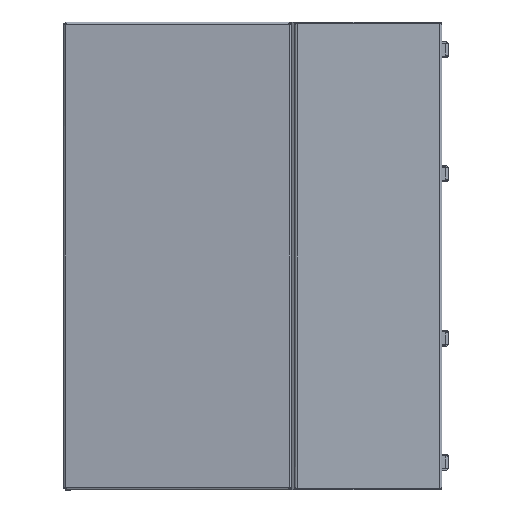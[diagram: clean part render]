
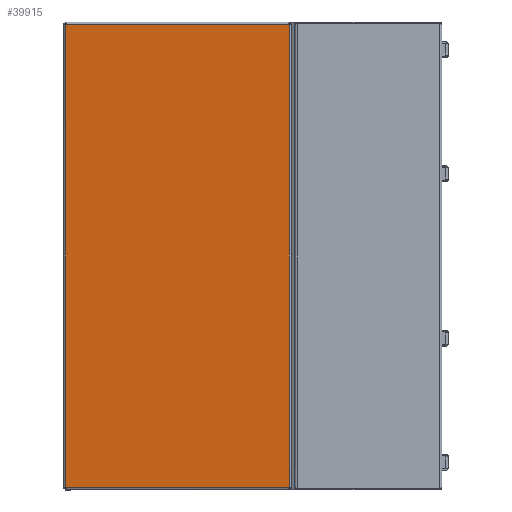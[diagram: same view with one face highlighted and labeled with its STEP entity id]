
A CAD part, left-side view. The second image highlights one B-rep face of the part: STEP entity #39915.
In plain terms, the highlighted face is planar.
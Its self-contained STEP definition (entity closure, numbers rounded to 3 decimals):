
#71 = DIRECTION ( 'NONE',  ( 0., -1., 0. ) ) ;
#131 = EDGE_CURVE ( 'NONE', #62369, #33870, #3840, .T. ) ;
#2139 = EDGE_CURVE ( 'NONE', #62369, #64927, #12155, .T. ) ;
#2935 = EDGE_LOOP ( 'NONE', ( #57050, #39466, #59469, #33043, #20802, #16425, #47680, #8591 ) ) ;
#3591 = AXIS2_PLACEMENT_3D ( 'NONE', #17179, #71, #26780 ) ;
#3840 = LINE ( 'NONE', #24396, #41054 ) ;
#3849 = EDGE_CURVE ( 'NONE', #38054, #64927, #9973, .T. ) ;
#4192 = VECTOR ( 'NONE', #9642, 1000. ) ;
#4220 = CARTESIAN_POINT ( 'NONE',  ( 6., 0., -6. ) ) ;
#7356 = LINE ( 'NONE', #44270, #60624 ) ;
#8591 = ORIENTED_EDGE ( 'NONE', *, *, #3849, .T. ) ;
#9050 = AXIS2_PLACEMENT_3D ( 'NONE', #4220, #35017, #49717 ) ;
#9642 = DIRECTION ( 'NONE',  ( 1., 0., 0. ) ) ;
#9819 = AXIS2_PLACEMENT_3D ( 'NONE', #30137, #25013, #55412 ) ;
#9973 = LINE ( 'NONE', #41419, #4192 ) ;
#10410 = CARTESIAN_POINT ( 'NONE',  ( 1174., 0., -6. ) ) ;
#10426 = CARTESIAN_POINT ( 'NONE',  ( 1172.5, 0., -574. ) ) ;
#10655 = VERTEX_POINT ( 'NONE', #10426 ) ;
#11148 = CIRCLE ( 'NONE', #49351, 1.5 ) ;
#12155 = CIRCLE ( 'NONE', #27451, 1.5 ) ;
#16425 = ORIENTED_EDGE ( 'NONE', *, *, #34913, .T. ) ;
#17179 = CARTESIAN_POINT ( 'NONE',  ( 0., 0., 0. ) ) ;
#18300 = VERTEX_POINT ( 'NONE', #62382 ) ;
#18982 = DIRECTION ( 'NONE',  ( -1., 0., 0. ) ) ;
#19658 = CIRCLE ( 'NONE', #9819, 1.5 ) ;
#20802 = ORIENTED_EDGE ( 'NONE', *, *, #39618, .F. ) ;
#24396 = CARTESIAN_POINT ( 'NONE',  ( 1174., 0., -3.707 ) ) ;
#25013 = DIRECTION ( 'NONE',  ( 0., 1., 0. ) ) ;
#26780 = DIRECTION ( 'NONE',  ( 0., 0., -1. ) ) ;
#27337 = CARTESIAN_POINT ( 'NONE',  ( 1174., 0., -572.5 ) ) ;
#27451 = AXIS2_PLACEMENT_3D ( 'NONE', #10410, #46638, #62362 ) ;
#27780 = CARTESIAN_POINT ( 'NONE',  ( 1174., 0., -7.5 ) ) ;
#30137 = CARTESIAN_POINT ( 'NONE',  ( 1174., 0., -574. ) ) ;
#33043 = ORIENTED_EDGE ( 'NONE', *, *, #52950, .T. ) ;
#33870 = VERTEX_POINT ( 'NONE', #27337 ) ;
#34913 = EDGE_CURVE ( 'NONE', #18300, #43575, #65734, .T. ) ;
#34972 = DIRECTION ( 'NONE',  ( 0., 0., -1. ) ) ;
#35017 = DIRECTION ( 'NONE',  ( 0., 1., 0. ) ) ;
#35849 = VECTOR ( 'NONE', #40772, 1000. ) ;
#36205 = CARTESIAN_POINT ( 'NONE',  ( 6., 0., -7.5 ) ) ;
#36540 = EDGE_CURVE ( 'NONE', #10655, #33870, #19658, .T. ) ;
#36871 = CARTESIAN_POINT ( 'NONE',  ( 7.5, 0., -574. ) ) ;
#38054 = VERTEX_POINT ( 'NONE', #58168 ) ;
#38616 = CARTESIAN_POINT ( 'NONE',  ( 1172.5, 0., -6. ) ) ;
#39113 = DIRECTION ( 'NONE',  ( 0., 1., 0. ) ) ;
#39466 = ORIENTED_EDGE ( 'NONE', *, *, #131, .T. ) ;
#39618 = EDGE_CURVE ( 'NONE', #18300, #52129, #11148, .T. ) ;
#39915 = ADVANCED_FACE ( 'NONE', ( #43122 ), #46901, .F. ) ;
#40772 = DIRECTION ( 'NONE',  ( 0., 0., 1. ) ) ;
#41054 = VECTOR ( 'NONE', #34972, 1000. ) ;
#41419 = CARTESIAN_POINT ( 'NONE',  ( 3.707, 0., -6. ) ) ;
#43122 = FACE_OUTER_BOUND ( 'NONE', #2935, .T. ) ;
#43575 = VERTEX_POINT ( 'NONE', #36205 ) ;
#44270 = CARTESIAN_POINT ( 'NONE',  ( 1176.293, 0., -574. ) ) ;
#44891 = DIRECTION ( 'NONE',  ( 0., 0., 1. ) ) ;
#46638 = DIRECTION ( 'NONE',  ( 0., 1., 0. ) ) ;
#46901 = PLANE ( 'NONE',  #3591 ) ;
#47680 = ORIENTED_EDGE ( 'NONE', *, *, #55333, .F. ) ;
#49351 = AXIS2_PLACEMENT_3D ( 'NONE', #65407, #39113, #44891 ) ;
#49717 = DIRECTION ( 'NONE',  ( 0., 0., 1. ) ) ;
#52129 = VERTEX_POINT ( 'NONE', #36871 ) ;
#52950 = EDGE_CURVE ( 'NONE', #10655, #52129, #7356, .T. ) ;
#55333 = EDGE_CURVE ( 'NONE', #38054, #43575, #63639, .T. ) ;
#55412 = DIRECTION ( 'NONE',  ( 0., 0., 1. ) ) ;
#57050 = ORIENTED_EDGE ( 'NONE', *, *, #2139, .F. ) ;
#58168 = CARTESIAN_POINT ( 'NONE',  ( 7.5, 0., -6. ) ) ;
#59469 = ORIENTED_EDGE ( 'NONE', *, *, #36540, .F. ) ;
#60624 = VECTOR ( 'NONE', #18982, 1000. ) ;
#60961 = CARTESIAN_POINT ( 'NONE',  ( 6., 0., -576.293 ) ) ;
#62362 = DIRECTION ( 'NONE',  ( 0., 0., 1. ) ) ;
#62369 = VERTEX_POINT ( 'NONE', #27780 ) ;
#62382 = CARTESIAN_POINT ( 'NONE',  ( 6., 0., -572.5 ) ) ;
#63639 = CIRCLE ( 'NONE', #9050, 1.5 ) ;
#64927 = VERTEX_POINT ( 'NONE', #38616 ) ;
#65407 = CARTESIAN_POINT ( 'NONE',  ( 6., 0., -574. ) ) ;
#65734 = LINE ( 'NONE', #60961, #35849 ) ;
